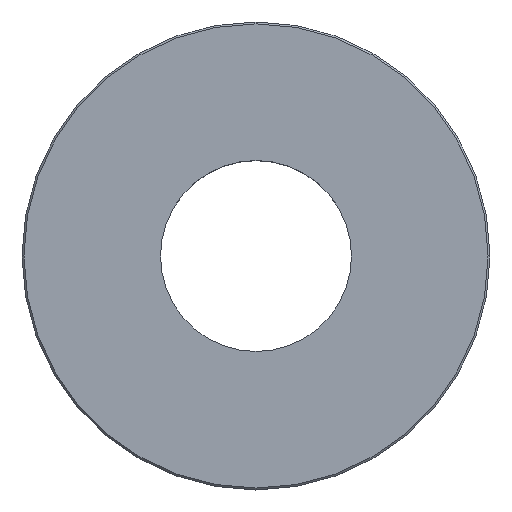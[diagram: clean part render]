
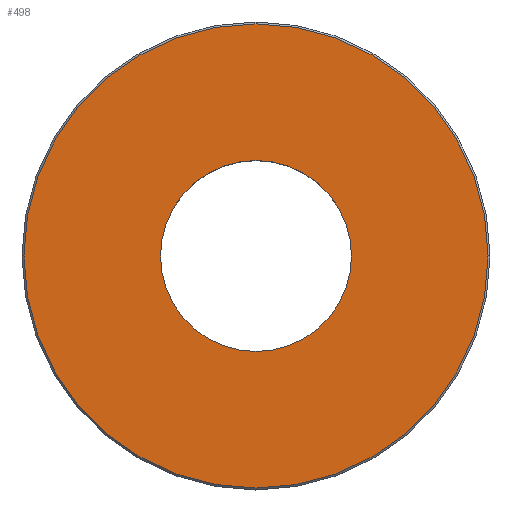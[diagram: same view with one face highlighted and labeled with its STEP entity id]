
A CAD part, top view. The second image highlights one B-rep face of the part: STEP entity #498.
In plain terms, the highlighted planar face has unit normal (0, 0, 1).
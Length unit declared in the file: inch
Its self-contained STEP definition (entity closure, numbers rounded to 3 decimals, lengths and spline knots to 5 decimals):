
#2 = DIRECTION ( 'NONE',  ( 0., 0., -1. ) ) ;
#33 = AXIS2_PLACEMENT_3D ( 'NONE', #825, #823, #821 ) ;
#34 = PLANE ( 'NONE',  #418 ) ;
#48 = AXIS2_PLACEMENT_3D ( 'NONE', #887, #885, #884 ) ;
#117 = CARTESIAN_POINT ( 'NONE',  ( -0.6075, 0., 0.3121 ) ) ;
#122 = AXIS2_PLACEMENT_3D ( 'NONE', #421, #426, #409 ) ;
#123 = CARTESIAN_POINT ( 'NONE',  ( -0.25, 0., 0.3121 ) ) ;
#128 = AXIS2_PLACEMENT_3D ( 'NONE', #450, #442, #438 ) ;
#188 = CIRCLE ( 'NONE', #128, 0.6075 ) ;
#227 = CARTESIAN_POINT ( 'NONE',  ( 0., 0., 0.3121 ) ) ;
#409 = DIRECTION ( 'NONE',  ( -1., 0., 0. ) ) ;
#418 = AXIS2_PLACEMENT_3D ( 'NONE', #227, #2, #652 ) ;
#420 = CIRCLE ( 'NONE', #33, 0.6075 ) ;
#421 = CARTESIAN_POINT ( 'NONE',  ( 0., 0., 0.3121 ) ) ;
#426 = DIRECTION ( 'NONE',  ( 0., 0., 1. ) ) ;
#438 = DIRECTION ( 'NONE',  ( -1., 0., 0. ) ) ;
#442 = DIRECTION ( 'NONE',  ( 0., 0., -1. ) ) ;
#450 = CARTESIAN_POINT ( 'NONE',  ( 0., 0., 0.3121 ) ) ;
#459 = ORIENTED_EDGE ( 'NONE', *, *, #840, .F. ) ;
#483 = ORIENTED_EDGE ( 'NONE', *, *, #886, .F. ) ;
#498 = ADVANCED_FACE ( 'NONE', ( #614, #617 ), #34, .F. ) ;
#513 = ORIENTED_EDGE ( 'NONE', *, *, #838, .F. ) ;
#523 = ORIENTED_EDGE ( 'NONE', *, *, #914, .F. ) ;
#614 = FACE_BOUND ( 'NONE', #839, .T. ) ;
#617 = FACE_OUTER_BOUND ( 'NONE', #826, .T. ) ;
#642 = VERTEX_POINT ( 'NONE', #117 ) ;
#652 = DIRECTION ( 'NONE',  ( -1., 0., 0. ) ) ;
#731 = CIRCLE ( 'NONE', #122, 0.25 ) ;
#767 = VERTEX_POINT ( 'NONE', #123 ) ;
#821 = DIRECTION ( 'NONE',  ( -1., 0., 0. ) ) ;
#823 = DIRECTION ( 'NONE',  ( 0., 0., -1. ) ) ;
#825 = CARTESIAN_POINT ( 'NONE',  ( 0., 0., 0.3121 ) ) ;
#826 = EDGE_LOOP ( 'NONE', ( #523, #513 ) ) ;
#838 = EDGE_CURVE ( 'NONE', #890, #642, #188, .T. ) ;
#839 = EDGE_LOOP ( 'NONE', ( #483, #459 ) ) ;
#840 = EDGE_CURVE ( 'NONE', #878, #767, #731, .T. ) ;
#878 = VERTEX_POINT ( 'NONE', #945 ) ;
#884 = DIRECTION ( 'NONE',  ( -1., 0., 0. ) ) ;
#885 = DIRECTION ( 'NONE',  ( 0., 0., 1. ) ) ;
#886 = EDGE_CURVE ( 'NONE', #767, #878, #916, .T. ) ;
#887 = CARTESIAN_POINT ( 'NONE',  ( 0., 0., 0.3121 ) ) ;
#890 = VERTEX_POINT ( 'NONE', #907 ) ;
#907 = CARTESIAN_POINT ( 'NONE',  ( 0.6075, 0., 0.3121 ) ) ;
#914 = EDGE_CURVE ( 'NONE', #642, #890, #420, .T. ) ;
#916 = CIRCLE ( 'NONE', #48, 0.25 ) ;
#945 = CARTESIAN_POINT ( 'NONE',  ( 0.25, 0., 0.3121 ) ) ;
